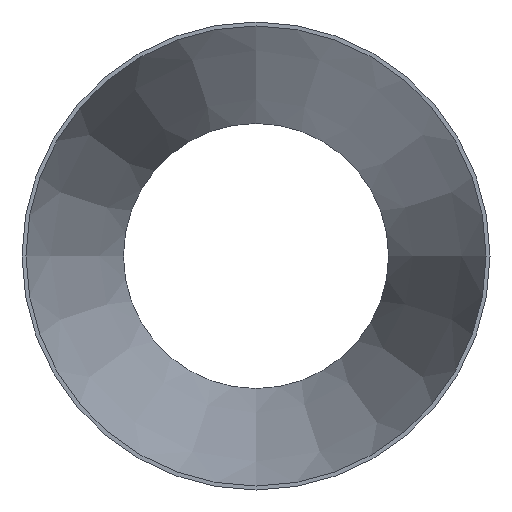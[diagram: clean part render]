
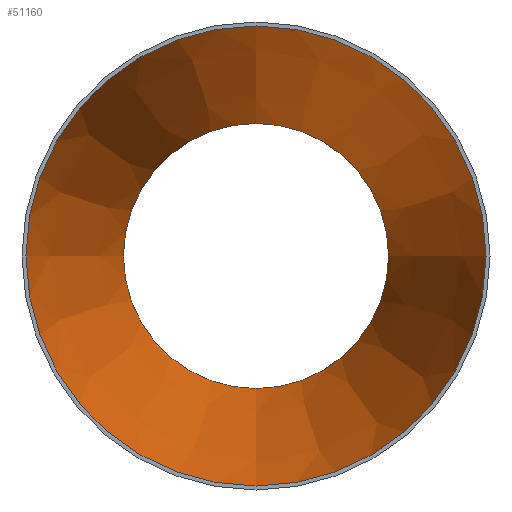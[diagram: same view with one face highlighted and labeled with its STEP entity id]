
A CAD part, front view. The second image highlights one B-rep face of the part: STEP entity #51160.
In plain terms, the highlighted conical face has half-angle 14.036 degrees and reference radius 299.646 mm.
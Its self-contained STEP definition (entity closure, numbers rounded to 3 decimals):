
#942 = DIRECTION ( 'NONE',  ( 0., 0., -1. ) ) ;
#7681 = FACE_OUTER_BOUND ( 'NONE', #10650, .T. ) ;
#8680 = AXIS2_PLACEMENT_3D ( 'NONE', #21122, #29346, #942 ) ;
#10650 = EDGE_LOOP ( 'NONE', ( #15983 ) ) ;
#12179 = DIRECTION ( 'NONE',  ( 0., -1., 0. ) ) ;
#12935 = CIRCLE ( 'NONE', #8680, 299.646 ) ;
#14644 = AXIS2_PLACEMENT_3D ( 'NONE', #32869, #12179, #24930 ) ;
#15983 = ORIENTED_EDGE ( 'NONE', *, *, #51639, .T. ) ;
#16750 = VERTEX_POINT ( 'NONE', #29497 ) ;
#19900 = DIRECTION ( 'NONE',  ( 0., -1., 0. ) ) ;
#20559 = AXIS2_PLACEMENT_3D ( 'NONE', #28391, #19900, #24669 ) ;
#21122 = CARTESIAN_POINT ( 'NONE',  ( 0., 0., 0. ) ) ;
#24669 = DIRECTION ( 'NONE',  ( 0., 0., -1. ) ) ;
#24812 = CONICAL_SURFACE ( 'NONE', #20559, 299.646, 0.245 ) ;
#24930 = DIRECTION ( 'NONE',  ( 0., 0., -1. ) ) ;
#28391 = CARTESIAN_POINT ( 'NONE',  ( 0., 0., 0. ) ) ;
#28645 = FACE_BOUND ( 'NONE', #28660, .T. ) ;
#28660 = EDGE_LOOP ( 'NONE', ( #39582 ) ) ;
#29346 = DIRECTION ( 'NONE',  ( 0., -1., 0. ) ) ;
#29497 = CARTESIAN_POINT ( 'NONE',  ( 0., 508., -172.646 ) ) ;
#32869 = CARTESIAN_POINT ( 'NONE',  ( 0., 508., 0. ) ) ;
#37991 = CARTESIAN_POINT ( 'NONE',  ( 0., 0., -299.646 ) ) ;
#38731 = EDGE_CURVE ( 'NONE', #16750, #16750, #41783, .T. ) ;
#39582 = ORIENTED_EDGE ( 'NONE', *, *, #38731, .F. ) ;
#41783 = CIRCLE ( 'NONE', #14644, 172.646 ) ;
#45435 = VERTEX_POINT ( 'NONE', #37991 ) ;
#51160 = ADVANCED_FACE ( 'NONE', ( #28645, #7681 ), #24812, .F. ) ;
#51639 = EDGE_CURVE ( 'NONE', #45435, #45435, #12935, .T. ) ;
